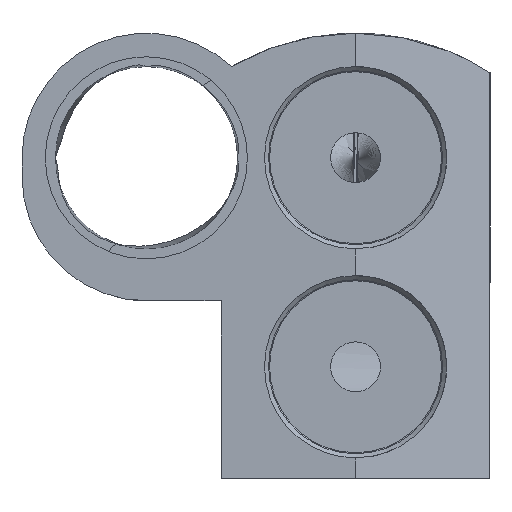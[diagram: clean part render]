
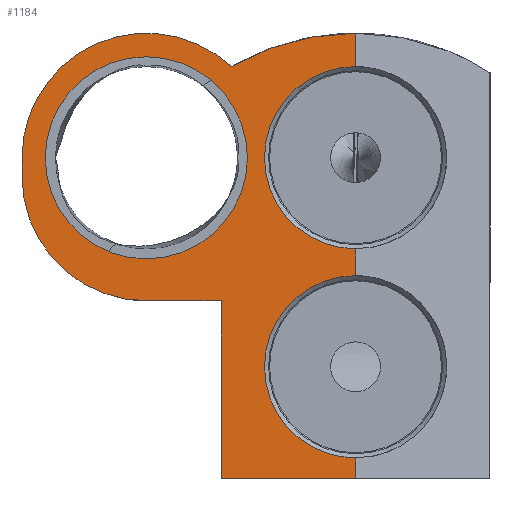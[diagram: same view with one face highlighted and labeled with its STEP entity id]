
A CAD part, left-side view. The second image highlights one B-rep face of the part: STEP entity #1184.
In plain terms, the highlighted planar face has unit normal (-1, 0, 0).
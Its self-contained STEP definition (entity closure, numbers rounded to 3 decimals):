
#886=FACE_BOUND('',#1466,.T.);
#887=FACE_BOUND('',#1467,.T.);
#1061=CIRCLE('',#3061,0.25);
#1063=CIRCLE('',#3067,0.5);
#1071=CIRCLE('',#3081,0.25);
#1073=CIRCLE('',#3086,0.203);
#1074=CIRCLE('',#3088,0.183);
#1075=CIRCLE('',#3089,0.183);
#1184=ADVANCED_FACE('',(#886,#887),#1313,.T.);
#1313=PLANE('',#3090);
#1466=EDGE_LOOP('',(#1698));
#1467=EDGE_LOOP('',(#1699,#1700,#1701,#1702,#1703,#1704,#1705,#1706,#1707,
#1708,#1709,#1710));
#1698=ORIENTED_EDGE('',*,*,#2509,.F.);
#1699=ORIENTED_EDGE('',*,*,#2510,.T.);
#1700=ORIENTED_EDGE('',*,*,#2511,.T.);
#1701=ORIENTED_EDGE('',*,*,#2512,.T.);
#1702=ORIENTED_EDGE('',*,*,#2513,.T.);
#1703=ORIENTED_EDGE('',*,*,#2514,.T.);
#1704=ORIENTED_EDGE('',*,*,#2493,.T.);
#1705=ORIENTED_EDGE('',*,*,#2505,.T.);
#1706=ORIENTED_EDGE('',*,*,#2506,.T.);
#1707=ORIENTED_EDGE('',*,*,#2481,.T.);
#1708=ORIENTED_EDGE('',*,*,#2490,.T.);
#1709=ORIENTED_EDGE('',*,*,#2477,.T.);
#1710=ORIENTED_EDGE('',*,*,#2488,.T.);
#2262=VERTEX_POINT('',#3912);
#2264=VERTEX_POINT('',#3916);
#2265=VERTEX_POINT('',#3920);
#2268=VERTEX_POINT('',#3925);
#2273=VERTEX_POINT('',#3939);
#2275=VERTEX_POINT('',#3948);
#2276=VERTEX_POINT('',#3950);
#2286=VERTEX_POINT('',#3984);
#2288=VERTEX_POINT('',#3994);
#2289=VERTEX_POINT('',#3997);
#2290=VERTEX_POINT('',#3999);
#2291=VERTEX_POINT('',#4001);
#2292=VERTEX_POINT('',#4003);
#2477=EDGE_CURVE('',#2262,#2264,#2787,.T.);
#2481=EDGE_CURVE('',#2265,#2268,#1061,.T.);
#2488=EDGE_CURVE('',#2264,#2273,#2796,.T.);
#2490=EDGE_CURVE('',#2268,#2262,#2798,.T.);
#2493=EDGE_CURVE('',#2276,#2275,#1063,.T.);
#2505=EDGE_CURVE('',#2275,#2286,#1071,.T.);
#2506=EDGE_CURVE('',#2286,#2265,#2801,.T.);
#2509=EDGE_CURVE('',#2288,#2288,#1073,.T.);
#2510=EDGE_CURVE('',#2273,#2289,#2803,.T.);
#2511=EDGE_CURVE('',#2289,#2290,#1074,.T.);
#2512=EDGE_CURVE('',#2290,#2291,#2804,.T.);
#2513=EDGE_CURVE('',#2291,#2292,#1075,.T.);
#2514=EDGE_CURVE('',#2292,#2276,#2805,.T.);
#2787=LINE('',#3917,#2924);
#2796=LINE('',#3940,#2933);
#2798=LINE('',#3943,#2935);
#2801=LINE('',#3987,#2938);
#2803=LINE('',#3996,#2940);
#2804=LINE('',#4000,#2941);
#2805=LINE('',#4004,#2942);
#2924=VECTOR('',#3301,1.);
#2933=VECTOR('',#3320,1.);
#2935=VECTOR('',#3324,1.);
#2938=VECTOR('',#3363,1.);
#2940=VECTOR('',#3375,1.);
#2941=VECTOR('',#3378,1.);
#2942=VECTOR('',#3381,1.);
#3061=AXIS2_PLACEMENT_3D('',#3926,#3308,#3309);
#3067=AXIS2_PLACEMENT_3D('',#3949,#3330,#3331);
#3081=AXIS2_PLACEMENT_3D('',#3985,#3359,#3360);
#3086=AXIS2_PLACEMENT_3D('',#3993,#3371,#3372);
#3088=AXIS2_PLACEMENT_3D('',#3998,#3376,#3377);
#3089=AXIS2_PLACEMENT_3D('',#4002,#3379,#3380);
#3090=AXIS2_PLACEMENT_3D('',#4005,#3382,#3383);
#3301=DIRECTION('',(0.,0.,-1.));
#3308=DIRECTION('',(-1.,0.,0.));
#3309=DIRECTION('',(0.,1.,0.));
#3320=DIRECTION('',(0.,-1.,0.));
#3324=DIRECTION('',(0.,-1.,0.));
#3330=DIRECTION('',(-1.,0.,0.));
#3331=DIRECTION('',(0.,0.,1.));
#3359=DIRECTION('',(-1.,0.,0.));
#3360=DIRECTION('',(0.,-0.681,0.732));
#3363=DIRECTION('',(0.,0.,-1.));
#3371=DIRECTION('',(-1.,0.,0.));
#3372=DIRECTION('',(0.,1.,0.));
#3375=DIRECTION('',(0.,0.,1.));
#3376=DIRECTION('',(1.,0.,0.));
#3377=DIRECTION('',(0.,1.,0.));
#3378=DIRECTION('',(0.,0.,1.));
#3379=DIRECTION('',(1.,0.,0.));
#3380=DIRECTION('',(0.,-1.,0.));
#3381=DIRECTION('',(0.,0.,1.));
#3382=DIRECTION('',(-1.,0.,0.));
#3383=DIRECTION('',(0.,0.,1.));
#3912=CARTESIAN_POINT('',(-2.433,0.27,-0.288));
#3916=CARTESIAN_POINT('',(-2.433,0.27,-0.645));
#3917=CARTESIAN_POINT('',(-2.433,0.27,-0.288));
#3920=CARTESIAN_POINT('',(-2.433,0.67,-0.038));
#3925=CARTESIAN_POINT('',(-2.433,0.42,-0.288));
#3926=CARTESIAN_POINT('',(-2.433,0.42,-0.038));
#3939=CARTESIAN_POINT('',(-2.433,0.,-0.645));
#3940=CARTESIAN_POINT('',(-2.433,-0.109,-0.645));
#3943=CARTESIAN_POINT('',(-2.433,0.42,-0.288));
#3948=CARTESIAN_POINT('',(-2.433,0.25,0.183));
#3949=CARTESIAN_POINT('',(-2.433,0.,-0.25));
#3950=CARTESIAN_POINT('',(-2.433,0.,0.25));
#3984=CARTESIAN_POINT('',(-2.433,0.67,0.));
#3985=CARTESIAN_POINT('',(-2.433,0.42,0.));
#3987=CARTESIAN_POINT('',(-2.433,0.67,0.));
#3993=CARTESIAN_POINT('',(-2.433,0.42,0.));
#3994=CARTESIAN_POINT('',(-2.433,0.623,0.));
#3996=CARTESIAN_POINT('',(-2.433,0.,0.09));
#3997=CARTESIAN_POINT('',(-2.433,0.,-0.603));
#3998=CARTESIAN_POINT('',(-2.433,0.,-0.42));
#3999=CARTESIAN_POINT('',(-2.433,0.,-0.237));
#4000=CARTESIAN_POINT('',(-2.433,0.,0.09));
#4001=CARTESIAN_POINT('',(-2.433,0.,-0.183));
#4002=CARTESIAN_POINT('',(-2.433,0.,0.));
#4003=CARTESIAN_POINT('',(-2.433,0.,0.183));
#4004=CARTESIAN_POINT('',(-2.433,0.,0.09));
#4005=CARTESIAN_POINT('',(-2.433,0.,0.));
